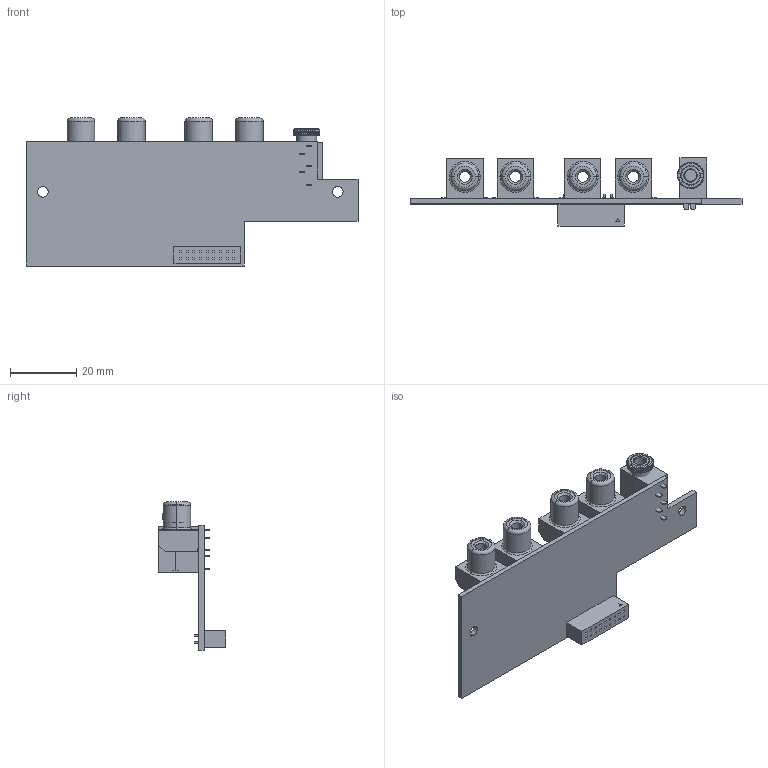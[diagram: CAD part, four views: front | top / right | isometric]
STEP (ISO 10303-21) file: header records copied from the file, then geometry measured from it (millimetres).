
FILE_DESCRIPTION (( 'STEP AP214' ), '1' );
FILE_NAME ('3364TA.STEP', '2018-09-20T21:00:35', ( '' ), ( '' ), 'SwSTEP 2.0', 'SolidWorks 2012', '' );
FILE_SCHEMA (( 'AUTOMOTIVE_DESIGN' ));
Length unit declared in the file: inch
Products named in the file (5): RCA-RA_SM; STEREOJACK; HDR-2MM_Hirose_18-Pin- Female; 3364TA
Assembly tree (7 placements, depth 2):
  3364TA
    3364TA
    HDR-2MM_Hirose_18-Pin- Female
    STEREOJACK
    RCA-RA_SM  x4
Bounding box: 100.08 x 20.48 x 44.62 mm (x, y, z)
Volume: 8515.9 mm3; surface area: 14209.9 mm2
Topology: 13 solids, 13 shells, 580 faces, 1466 edges, 954 vertices
Faces by surface type: plane 418, cylinder 114, cone 24, torus 24
Entity records: 13893 total; most frequent: CARTESIAN_POINT 2782, ORIENTED_EDGE 2236, DIRECTION 2034, EDGE_CURVE 1118, VECTOR 774, LINE 774, VERTEX_POINT 738, AXIS2_PLACEMENT_3D 630
